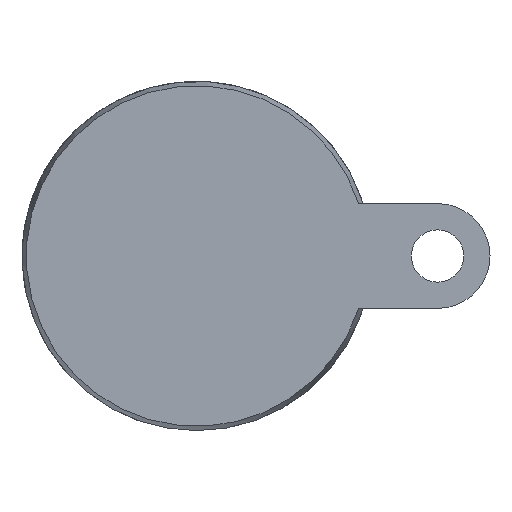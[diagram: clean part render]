
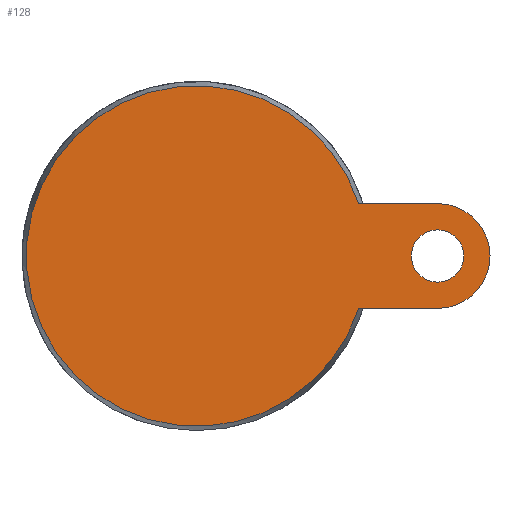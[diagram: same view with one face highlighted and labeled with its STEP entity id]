
A CAD part, front view. The second image highlights one B-rep face of the part: STEP entity #128.
In plain terms, the highlighted planar face has unit normal (0, -1, 0).
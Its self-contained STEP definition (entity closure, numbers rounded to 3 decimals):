
#128 = ADVANCED_FACE( '', ( #278, #279 ), #280, .F. );
#278 = FACE_BOUND( '', #451, .T. );
#279 = FACE_OUTER_BOUND( '', #452, .T. );
#280 = PLANE( '', #453 );
#451 = EDGE_LOOP( '', ( #771 ) );
#452 = EDGE_LOOP( '', ( #772, #773, #774, #775 ) );
#453 = AXIS2_PLACEMENT_3D( '', #776, #777, #778 );
#771 = ORIENTED_EDGE( '', *, *, #1048, .T. );
#772 = ORIENTED_EDGE( '', *, *, #1057, .F. );
#773 = ORIENTED_EDGE( '', *, *, #999, .T. );
#774 = ORIENTED_EDGE( '', *, *, #984, .F. );
#775 = ORIENTED_EDGE( '', *, *, #1024, .F. );
#776 = CARTESIAN_POINT( '', ( 48.75, 0., 0. ) );
#777 = DIRECTION( '', ( 0., 1., 0. ) );
#778 = DIRECTION( '', ( 0., 0., 1. ) );
#984 = EDGE_CURVE( '', #1152, #1153, #1154, .T. );
#999 = EDGE_CURVE( '', #1175, #1153, #1178, .T. );
#1024 = EDGE_CURVE( '', #1212, #1152, #1213, .T. );
#1048 = EDGE_CURVE( '', #1248, #1248, #1249, .T. );
#1057 = EDGE_CURVE( '', #1175, #1212, #1260, .T. );
#1152 = VERTEX_POINT( '', #1411 );
#1153 = VERTEX_POINT( '', #1412 );
#1154 = LINE( '', #1413, #1414 );
#1175 = VERTEX_POINT( '', #1444 );
#1178 = CIRCLE( '', #1450, 48.75 );
#1212 = VERTEX_POINT( '', #1518 );
#1213 = CIRCLE( '', #1519, 15. );
#1248 = VERTEX_POINT( '', #1606 );
#1249 = CIRCLE( '', #1607, 7.5 );
#1260 = LINE( '', #1626, #1627 );
#1411 = CARTESIAN_POINT( '', ( 69., 0., -15. ) );
#1412 = CARTESIAN_POINT( '', ( 46.385, 0., -15. ) );
#1413 = CARTESIAN_POINT( '', ( 69., 0., -15. ) );
#1414 = VECTOR( '', #1734, 1000. );
#1444 = CARTESIAN_POINT( '', ( 46.385, 0., 15. ) );
#1450 = AXIS2_PLACEMENT_3D( '', #1750, #1751, #1752 );
#1518 = CARTESIAN_POINT( '', ( 69., 0., 15. ) );
#1519 = AXIS2_PLACEMENT_3D( '', #1776, #1777, #1778 );
#1606 = CARTESIAN_POINT( '', ( 76.5, 0., 0. ) );
#1607 = AXIS2_PLACEMENT_3D( '', #1798, #1799, #1800 );
#1626 = CARTESIAN_POINT( '', ( 0., 0., 15. ) );
#1627 = VECTOR( '', #1808, 1000. );
#1734 = DIRECTION( '', ( -1., 0., 0. ) );
#1750 = CARTESIAN_POINT( '', ( 0., 0., 0. ) );
#1751 = DIRECTION( '', ( 0., -1., 0. ) );
#1752 = DIRECTION( '', ( 0., 0., -1. ) );
#1776 = CARTESIAN_POINT( '', ( 69., 0., 0. ) );
#1777 = DIRECTION( '', ( 0., 1., 0. ) );
#1778 = DIRECTION( '', ( 1., 0., 0. ) );
#1798 = CARTESIAN_POINT( '', ( 69., 0., 0. ) );
#1799 = DIRECTION( '', ( 0., 1., 0. ) );
#1800 = DIRECTION( '', ( 1., 0., 0. ) );
#1808 = DIRECTION( '', ( 1., 0., 0. ) );
